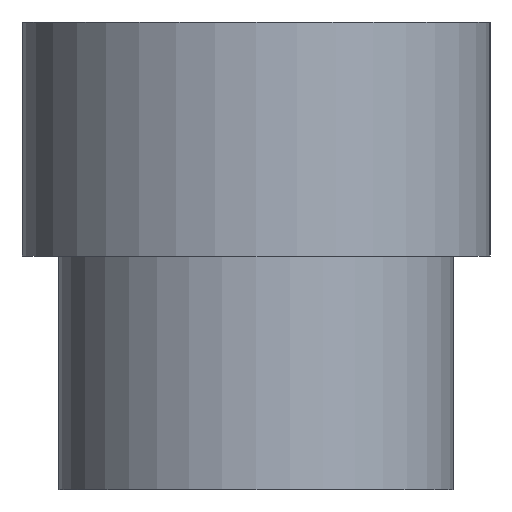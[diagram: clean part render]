
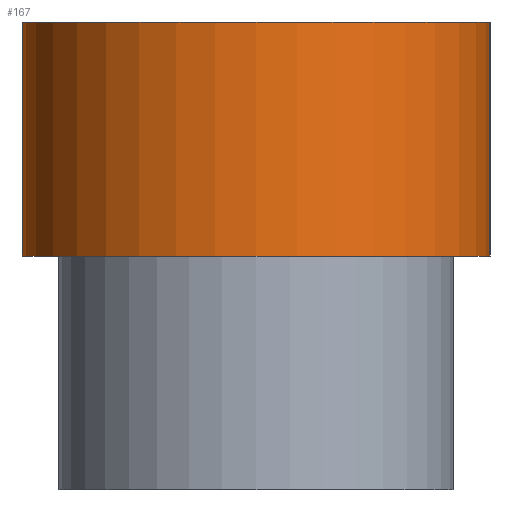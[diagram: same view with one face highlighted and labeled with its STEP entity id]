
A CAD part, left-side view. The second image highlights one B-rep face of the part: STEP entity #167.
In plain terms, the highlighted cylindrical face has radius 3.175 mm (diameter 6.35 mm), a partial arc.
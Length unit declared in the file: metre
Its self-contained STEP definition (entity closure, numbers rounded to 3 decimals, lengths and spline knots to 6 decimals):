
#28=FACE_OUTER_BOUND('',#37,.T.);
#37=EDGE_LOOP('',(#136,#137,#138,#139));
#50=LINE('',#302,#60);
#51=LINE('',#308,#61);
#60=VECTOR('',#250,0.01);
#61=VECTOR('',#257,0.01);
#74=CIRCLE('',#207,0.003175);
#75=CIRCLE('',#208,0.003175);
#88=VERTEX_POINT('',#298);
#89=VERTEX_POINT('',#300);
#90=VERTEX_POINT('',#304);
#91=VERTEX_POINT('',#306);
#108=EDGE_CURVE('',#88,#89,#50,.T.);
#109=EDGE_CURVE('',#90,#88,#74,.T.);
#110=EDGE_CURVE('',#91,#89,#75,.T.);
#111=EDGE_CURVE('',#90,#91,#51,.T.);
#136=ORIENTED_EDGE('',*,*,#109,.T.);
#137=ORIENTED_EDGE('',*,*,#108,.T.);
#138=ORIENTED_EDGE('',*,*,#110,.F.);
#139=ORIENTED_EDGE('',*,*,#111,.F.);
#161=CYLINDRICAL_SURFACE('',#206,0.003175);
#167=ADVANCED_FACE('',(#28),#161,.T.);
#206=AXIS2_PLACEMENT_3D('',#303,#251,#252);
#207=AXIS2_PLACEMENT_3D('',#305,#253,#254);
#208=AXIS2_PLACEMENT_3D('',#307,#255,#256);
#250=DIRECTION('',(0.,0.,1.));
#251=DIRECTION('center_axis',(0.,0.,1.));
#252=DIRECTION('ref_axis',(0.,1.,0.));
#253=DIRECTION('center_axis',(0.,0.,1.));
#254=DIRECTION('ref_axis',(0.,1.,0.));
#255=DIRECTION('center_axis',(0.,0.,1.));
#256=DIRECTION('ref_axis',(0.,1.,0.));
#257=DIRECTION('',(0.,0.,1.));
#298=CARTESIAN_POINT('',(0.,-0.003175,0.));
#300=CARTESIAN_POINT('',(0.,-0.003175,0.003175));
#302=CARTESIAN_POINT('',(0.,-0.003175,0.));
#303=CARTESIAN_POINT('Origin',(0.,0.,0.));
#304=CARTESIAN_POINT('',(0.,0.003175,0.));
#305=CARTESIAN_POINT('Origin',(0.,0.,0.));
#306=CARTESIAN_POINT('',(0.,0.003175,0.003175));
#307=CARTESIAN_POINT('Origin',(0.,0.,0.003175));
#308=CARTESIAN_POINT('',(0.,0.003175,0.));
